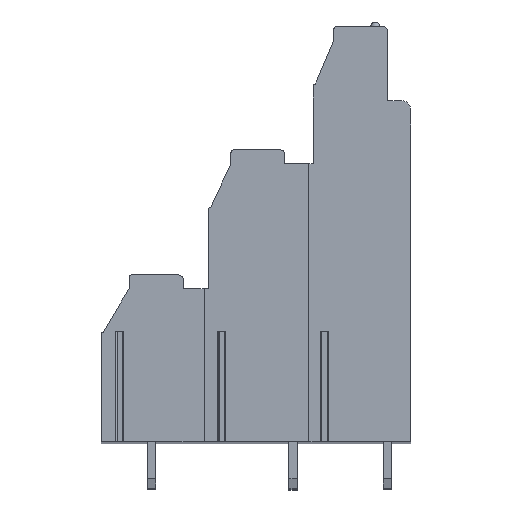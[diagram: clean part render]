
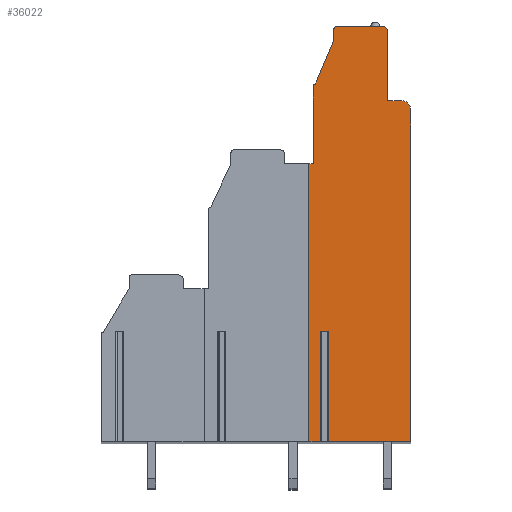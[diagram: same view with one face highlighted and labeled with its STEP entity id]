
A CAD part, top view. The second image highlights one B-rep face of the part: STEP entity #36022.
In plain terms, the highlighted planar face has unit normal (0, 0, 1).
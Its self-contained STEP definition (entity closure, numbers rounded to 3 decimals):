
#412=DIRECTION('',(1.,0.,0.));
#413=VECTOR('',#412,0.856);
#414=CARTESIAN_POINT('',(0.772,-18.05,114.3));
#415=LINE('',#414,#413);
#416=DIRECTION('',(0.,-1.,0.));
#417=VECTOR('',#416,11.95);
#418=CARTESIAN_POINT('',(0.772,-18.05,114.3));
#419=LINE('',#418,#417);
#420=DIRECTION('',(1.,0.,0.));
#421=VECTOR('',#420,1.272);
#422=CARTESIAN_POINT('',(-0.5,-30.,114.3));
#423=LINE('',#422,#421);
#424=DIRECTION('',(0.,1.,0.));
#425=VECTOR('',#424,30.);
#426=CARTESIAN_POINT('',(-0.5,-30.,114.3));
#427=LINE('',#426,#425);
#428=DIRECTION('',(-1.,0.,0.));
#429=VECTOR('',#428,0.5);
#430=CARTESIAN_POINT('',(0.,0.,114.3));
#431=LINE('',#430,#429);
#432=DIRECTION('',(0.,-1.,0.));
#433=VECTOR('',#432,8.4);
#434=CARTESIAN_POINT('',(0.,8.4,114.3));
#435=LINE('',#434,#433);
#436=CARTESIAN_POINT('',(0.2,8.4,114.3));
#437=DIRECTION('',(0.,0.,1.));
#438=DIRECTION('',(0.,1.,0.));
#439=AXIS2_PLACEMENT_3D('',#436,#437,#438);
#441=DIRECTION('',(-0.392,-0.92,0.));
#442=VECTOR('',#441,5.108);
#443=CARTESIAN_POINT('',(2.2,13.3,114.3));
#444=LINE('',#443,#442);
#445=DIRECTION('',(0.,-1.,0.));
#446=VECTOR('',#445,1.2);
#447=CARTESIAN_POINT('',(2.2,14.5,114.3));
#448=LINE('',#447,#446);
#449=CARTESIAN_POINT('',(2.5,14.5,114.3));
#450=DIRECTION('',(0.,0.,1.));
#451=DIRECTION('',(0.,1.,0.));
#452=AXIS2_PLACEMENT_3D('',#449,#450,#451);
#454=DIRECTION('',(-1.,0.,0.));
#455=VECTOR('',#454,5.);
#456=CARTESIAN_POINT('',(7.5,14.8,114.3));
#457=LINE('',#456,#455);
#458=CARTESIAN_POINT('',(7.5,14.3,114.3));
#459=DIRECTION('',(0.,0.,1.));
#460=DIRECTION('',(1.,0.,0.));
#461=AXIS2_PLACEMENT_3D('',#458,#459,#460);
#463=DIRECTION('',(0.,1.,0.));
#464=VECTOR('',#463,7.5);
#465=CARTESIAN_POINT('',(8.,6.8,114.3));
#466=LINE('',#465,#464);
#467=DIRECTION('',(-1.,0.,0.));
#468=VECTOR('',#467,1.5);
#469=CARTESIAN_POINT('',(9.5,6.8,114.3));
#470=LINE('',#469,#468);
#471=CARTESIAN_POINT('',(9.5,5.8,114.3));
#472=DIRECTION('',(0.,0.,1.));
#473=DIRECTION('',(1.,0.,0.));
#474=AXIS2_PLACEMENT_3D('',#471,#472,#473);
#476=DIRECTION('',(0.,1.,0.));
#477=VECTOR('',#476,35.8);
#478=CARTESIAN_POINT('',(10.5,-30.,114.3));
#479=LINE('',#478,#477);
#480=DIRECTION('',(1.,0.,0.));
#481=VECTOR('',#480,8.872);
#482=CARTESIAN_POINT('',(1.628,-30.,114.3));
#483=LINE('',#482,#481);
#484=DIRECTION('',(0.,-1.,0.));
#485=VECTOR('',#484,11.95);
#486=CARTESIAN_POINT('',(1.628,-18.05,114.3));
#487=LINE('',#486,#485);
#27430=CARTESIAN_POINT('',(10.5,-30.,114.3));
#27431=CARTESIAN_POINT('',(10.5,5.8,114.3));
#27432=VERTEX_POINT('',#27430);
#27433=VERTEX_POINT('',#27431);
#27434=CARTESIAN_POINT('',(9.5,6.8,114.3));
#27435=VERTEX_POINT('',#27434);
#27436=CARTESIAN_POINT('',(8.,6.8,114.3));
#27437=VERTEX_POINT('',#27436);
#27438=CARTESIAN_POINT('',(8.,14.3,114.3));
#27439=VERTEX_POINT('',#27438);
#27440=CARTESIAN_POINT('',(7.5,14.8,114.3));
#27441=VERTEX_POINT('',#27440);
#27442=CARTESIAN_POINT('',(2.5,14.8,114.3));
#27443=VERTEX_POINT('',#27442);
#27444=CARTESIAN_POINT('',(2.2,14.5,114.3));
#27445=VERTEX_POINT('',#27444);
#27446=CARTESIAN_POINT('',(2.2,13.3,114.3));
#27447=VERTEX_POINT('',#27446);
#27448=CARTESIAN_POINT('',(0.2,8.6,114.3));
#27449=VERTEX_POINT('',#27448);
#27450=CARTESIAN_POINT('',(0.,8.4,114.3));
#27451=VERTEX_POINT('',#27450);
#27452=CARTESIAN_POINT('',(0.,0.,114.3));
#27453=VERTEX_POINT('',#27452);
#27478=CARTESIAN_POINT('',(-0.5,-30.,114.3));
#27479=CARTESIAN_POINT('',(-0.5,0.,114.3));
#27480=VERTEX_POINT('',#27478);
#27481=VERTEX_POINT('',#27479);
#27538=CARTESIAN_POINT('',(0.772,-18.05,114.3));
#27539=CARTESIAN_POINT('',(1.628,-18.05,114.3));
#27540=VERTEX_POINT('',#27538);
#27541=VERTEX_POINT('',#27539);
#27546=CARTESIAN_POINT('',(0.772,-30.,114.3));
#27547=VERTEX_POINT('',#27546);
#27548=CARTESIAN_POINT('',(1.628,-30.,114.3));
#27549=VERTEX_POINT('',#27548);
#35979=CARTESIAN_POINT('',(0.,0.,114.3));
#35980=DIRECTION('',(0.,0.,1.));
#35981=DIRECTION('',(1.,0.,0.));
#35982=AXIS2_PLACEMENT_3D('',#35979,#35980,#35981);
#35983=PLANE('',#35982);
#35985=ORIENTED_EDGE('',*,*,#35984,.F.);
#35987=ORIENTED_EDGE('',*,*,#35986,.T.);
#35989=ORIENTED_EDGE('',*,*,#35988,.F.);
#35991=ORIENTED_EDGE('',*,*,#35990,.T.);
#35993=ORIENTED_EDGE('',*,*,#35992,.F.);
#35995=ORIENTED_EDGE('',*,*,#35994,.F.);
#35997=ORIENTED_EDGE('',*,*,#35996,.F.);
#35999=ORIENTED_EDGE('',*,*,#35998,.F.);
#36001=ORIENTED_EDGE('',*,*,#36000,.F.);
#36003=ORIENTED_EDGE('',*,*,#36002,.F.);
#36005=ORIENTED_EDGE('',*,*,#36004,.F.);
#36007=ORIENTED_EDGE('',*,*,#36006,.F.);
#36009=ORIENTED_EDGE('',*,*,#36008,.F.);
#36011=ORIENTED_EDGE('',*,*,#36010,.F.);
#36013=ORIENTED_EDGE('',*,*,#36012,.F.);
#36015=ORIENTED_EDGE('',*,*,#36014,.F.);
#36017=ORIENTED_EDGE('',*,*,#36016,.F.);
#36019=ORIENTED_EDGE('',*,*,#36018,.F.);
#36020=EDGE_LOOP('',(#35985,#35987,#35989,#35991,#35993,#35995,#35997,#35999,
#36001,#36003,#36005,#36007,#36009,#36011,#36013,#36015,#36017,#36019));
#36021=FACE_OUTER_BOUND('',#36020,.F.);
#36022=ADVANCED_FACE('',(#36021),#35983,.T.);
#440=CIRCLE('',#439,0.2);
#453=CIRCLE('',#452,0.3);
#462=CIRCLE('',#461,0.5);
#475=CIRCLE('',#474,1.);
#35984=EDGE_CURVE('',#27540,#27541,#415,.T.);
#35986=EDGE_CURVE('',#27540,#27547,#419,.T.);
#35988=EDGE_CURVE('',#27480,#27547,#423,.T.);
#35990=EDGE_CURVE('',#27480,#27481,#427,.T.);
#35992=EDGE_CURVE('',#27453,#27481,#431,.T.);
#35994=EDGE_CURVE('',#27451,#27453,#435,.T.);
#35996=EDGE_CURVE('',#27449,#27451,#440,.T.);
#35998=EDGE_CURVE('',#27447,#27449,#444,.T.);
#36000=EDGE_CURVE('',#27445,#27447,#448,.T.);
#36002=EDGE_CURVE('',#27443,#27445,#453,.T.);
#36004=EDGE_CURVE('',#27441,#27443,#457,.T.);
#36006=EDGE_CURVE('',#27439,#27441,#462,.T.);
#36008=EDGE_CURVE('',#27437,#27439,#466,.T.);
#36010=EDGE_CURVE('',#27435,#27437,#470,.T.);
#36012=EDGE_CURVE('',#27433,#27435,#475,.T.);
#36014=EDGE_CURVE('',#27432,#27433,#479,.T.);
#36016=EDGE_CURVE('',#27549,#27432,#483,.T.);
#36018=EDGE_CURVE('',#27541,#27549,#487,.T.);
